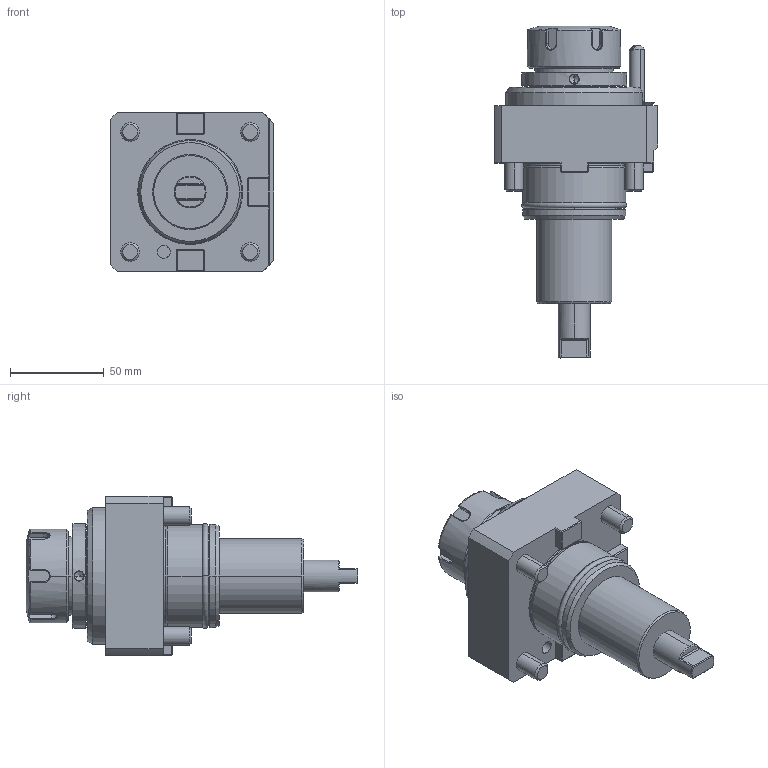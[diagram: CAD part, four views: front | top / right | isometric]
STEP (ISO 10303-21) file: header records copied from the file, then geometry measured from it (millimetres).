
FILE_DESCRIPTION((''),'2;1');
FILE_NAME('NGT2_55_101_32_1_DO','2023-05-15T',('vali'),('NOVA GRUP'),'PRO/ENGINEER BY PARAMETRIC TECHNOLOGY CORPORATION, 2010280','PRO/ENGINEER BY PARAMETRIC TECHNOLOGY CORPORATION, 2010280','');
FILE_SCHEMA(('CONFIG_CONTROL_DESIGN'));
Length unit declared in the file: millimetre
Products named in the file (1): NGT2_55_101_32_1_DO
Bounding box: 87 x 177.1 x 85 mm (x, y, z)
Volume: 464860.4 mm3; surface area: 54737.5 mm2
Topology: 2 solids, 2 shells, 304 faces, 754 edges, 466 vertices
Faces by surface type: plane 140, cylinder 67, cone 49, bspline 28, torus 18, sphere 2
Entity records: 12414 total; most frequent: CARTESIAN_POINT 5455, ORIENTED_EDGE 1492, DIRECTION 1337, EDGE_CURVE 746, AXIS2_PLACEMENT_3D 473, VERTEX_POINT 466, VECTOR 391, LINE 391
